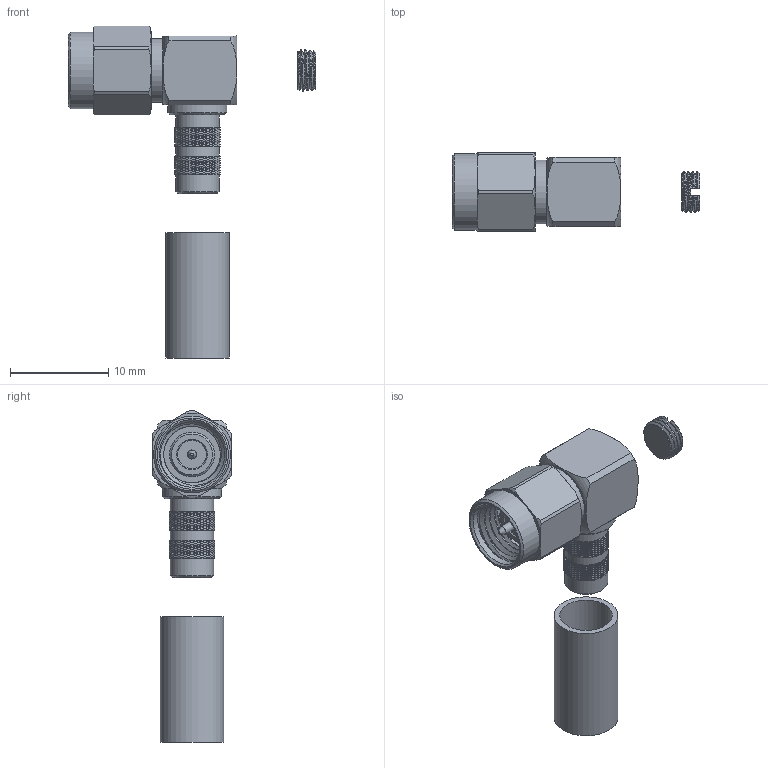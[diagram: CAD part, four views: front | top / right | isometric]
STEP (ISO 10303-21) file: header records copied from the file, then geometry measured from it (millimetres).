
FILE_DESCRIPTION(/* description */ ('Unknown'),/* implementation_level */ '2;1');
FILE_NAME(/* name */ '60336021210120',/* time_stamp */ '2019-06-18T15:25:03+02:00',/* author */ ('Unknown'),/* organization */ ('Unknown'),/* preprocessor_version */ 'ST-DEVELOPER v16.7',/* originating_system */ 'DEX',/* authorisation */ $);
FILE_SCHEMA (('AUTOMOTIVE_DESIGN {1 0 10303 214 3 1 1}'));
Length unit declared in the file: millimetre
Products named in the file (1): 60336021210120
Bounding box: 25.1 x 8 x 33.72 mm (x, y, z)
Volume: 859.1 mm3; surface area: 1863.4 mm2
Topology: 4 solids, 4 shells, 3387 faces, 6985 edges, 3627 vertices
Faces by surface type: bspline 2573, cylinder 722, plane 65, cone 18, torus 9
Full cylindrical faces by diameter (mm): 0.92 x1, 1.7 x1, 2.2 x1, 2.8 x1, 3.1 x1, 3.5 x1, 4.4 x3, 4.5 x2, 4.56 x1, 4.75 x1, 5.33 x1, 6 x2, 6.48 x1, 6.5 x2, 6.66 x6, 7 x1, 7.8 x1
Entity records: 197360 total; most frequent: CARTESIAN_POINT 132046, ORIENTED_EDGE 13832, EDGE_CURVE 6916, VERTEX_POINT 3601, EDGE_LOOP 3445, FACE_BOUND 3445, ADVANCED_FACE 3381, STYLED_ITEM 3351
